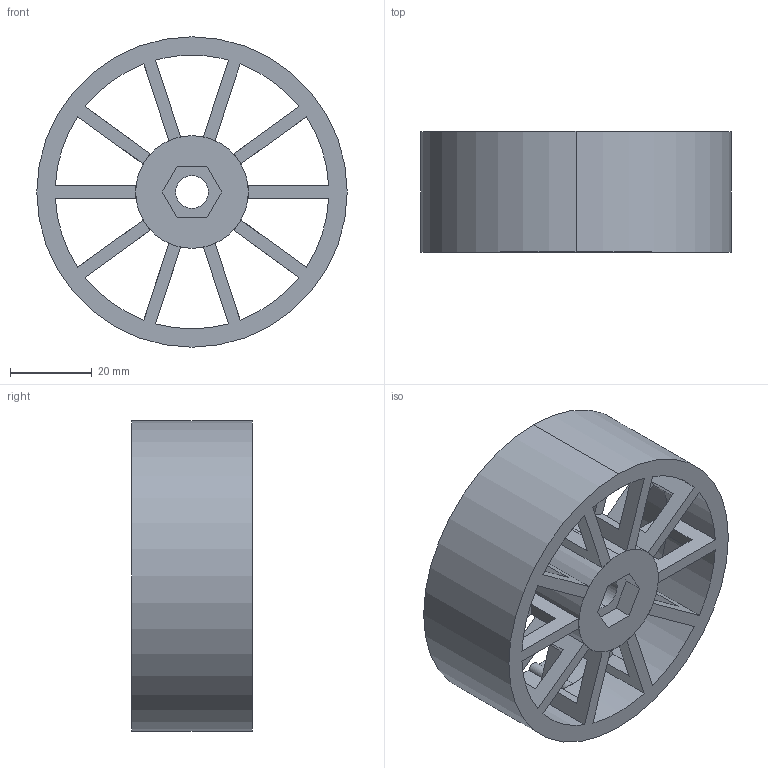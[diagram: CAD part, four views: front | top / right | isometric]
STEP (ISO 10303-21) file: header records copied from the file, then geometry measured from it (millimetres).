
FILE_DESCRIPTION (( 'STEP AP214' ), '1' );
FILE_NAME ('Knob_Cup_Large_HEX.STEP', '2024-11-20T00:03:08', ( '' ), ( '' ), 'SwSTEP 2.0', 'SolidWorks 2024', '' );
FILE_SCHEMA (( 'AUTOMOTIVE_DESIGN' ));
Length unit declared in the file: millimetre
Products named in the file (1): Knob_Cup_Large_HEX
Bounding box: 76 x 29.5 x 76 mm (x, y, z)
Volume: 37509.3 mm3; surface area: 25836.2 mm2
Topology: 2 solids, 2 shells, 107 faces, 302 edges, 201 vertices
Faces by surface type: plane 74, cylinder 33
Entity records: 3538 total; most frequent: CARTESIAN_POINT 611, ORIENTED_EDGE 604, DIRECTION 588, EDGE_CURVE 302, VECTOR 232, LINE 232, VERTEX_POINT 201, AXIS2_PLACEMENT_3D 178
